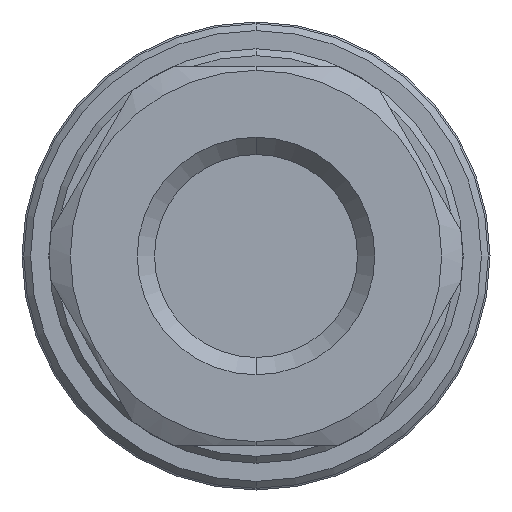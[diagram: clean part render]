
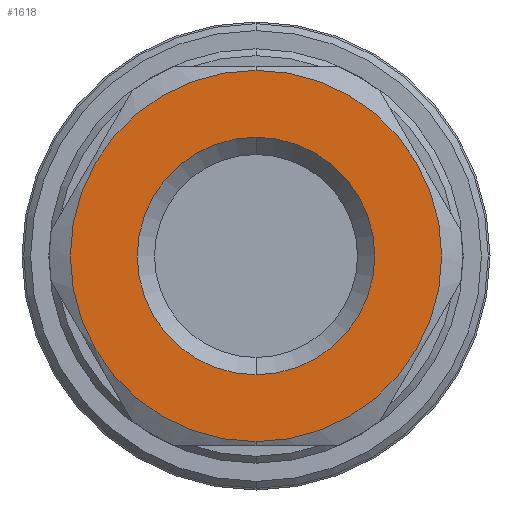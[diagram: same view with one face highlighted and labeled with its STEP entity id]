
A CAD part, front view. The second image highlights one B-rep face of the part: STEP entity #1618.
In plain terms, the highlighted planar face has unit normal (0, -1, 0).
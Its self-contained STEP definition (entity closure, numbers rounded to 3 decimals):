
#44 = DIRECTION ( 'NONE',  ( 0., 0., -1. ) ) ;
#112 = CARTESIAN_POINT ( 'NONE',  ( 6.875, -10.5, 0. ) ) ;
#140 = CARTESIAN_POINT ( 'NONE',  ( 0., -10.5, 10.75 ) ) ;
#143 = CARTESIAN_POINT ( 'NONE',  ( 0., -10.5, 0. ) ) ;
#162 = EDGE_CURVE ( 'NONE', #2011, #1469, #894, .T. ) ;
#258 = AXIS2_PLACEMENT_3D ( 'NONE', #112, #1640, #601 ) ;
#259 = EDGE_CURVE ( 'NONE', #1469, #2011, #1192, .T. ) ;
#314 = DIRECTION ( 'NONE',  ( 0., 0., 1. ) ) ;
#323 = CARTESIAN_POINT ( 'NONE',  ( 0., -10.5, -10.75 ) ) ;
#406 = CARTESIAN_POINT ( 'NONE',  ( 0., -10.5, -6.875 ) ) ;
#439 = CARTESIAN_POINT ( 'NONE',  ( 0., -10.5, 0. ) ) ;
#563 = CIRCLE ( 'NONE', #969, 10.75 ) ;
#587 = CARTESIAN_POINT ( 'NONE',  ( 0., -10.5, 0. ) ) ;
#598 = DIRECTION ( 'NONE',  ( 0., 0., -1. ) ) ;
#601 = DIRECTION ( 'NONE',  ( 0., 0., 1. ) ) ;
#610 = AXIS2_PLACEMENT_3D ( 'NONE', #143, #1335, #314 ) ;
#716 = AXIS2_PLACEMENT_3D ( 'NONE', #2086, #1043, #44 ) ;
#759 = DIRECTION ( 'NONE',  ( 0., 0., 1. ) ) ;
#798 = EDGE_CURVE ( 'NONE', #1256, #842, #1282, .T. ) ;
#842 = VERTEX_POINT ( 'NONE', #323 ) ;
#894 = CIRCLE ( 'NONE', #2035, 6.875 ) ;
#969 = AXIS2_PLACEMENT_3D ( 'NONE', #587, #1811, #759 ) ;
#1043 = DIRECTION ( 'NONE',  ( 0., -1., 0. ) ) ;
#1122 = PLANE ( 'NONE',  #258 ) ;
#1129 = EDGE_LOOP ( 'NONE', ( #2150, #1698 ) ) ;
#1192 = CIRCLE ( 'NONE', #716, 6.875 ) ;
#1256 = VERTEX_POINT ( 'NONE', #140 ) ;
#1282 = CIRCLE ( 'NONE', #610, 10.75 ) ;
#1335 = DIRECTION ( 'NONE',  ( 0., 1., 0. ) ) ;
#1421 = FACE_BOUND ( 'NONE', #1129, .T. ) ;
#1440 = ORIENTED_EDGE ( 'NONE', *, *, #798, .F. ) ;
#1469 = VERTEX_POINT ( 'NONE', #1694 ) ;
#1618 = ADVANCED_FACE ( 'NONE', ( #1421, #1828 ), #1122, .F. ) ;
#1638 = DIRECTION ( 'NONE',  ( 0., -1., 0. ) ) ;
#1640 = DIRECTION ( 'NONE',  ( 0., 1., 0. ) ) ;
#1694 = CARTESIAN_POINT ( 'NONE',  ( 0., -10.5, 6.875 ) ) ;
#1698 = ORIENTED_EDGE ( 'NONE', *, *, #259, .F. ) ;
#1796 = ORIENTED_EDGE ( 'NONE', *, *, #2095, .F. ) ;
#1811 = DIRECTION ( 'NONE',  ( 0., 1., 0. ) ) ;
#1828 = FACE_OUTER_BOUND ( 'NONE', #2190, .T. ) ;
#2011 = VERTEX_POINT ( 'NONE', #406 ) ;
#2035 = AXIS2_PLACEMENT_3D ( 'NONE', #439, #1638, #598 ) ;
#2086 = CARTESIAN_POINT ( 'NONE',  ( 0., -10.5, 0. ) ) ;
#2095 = EDGE_CURVE ( 'NONE', #842, #1256, #563, .T. ) ;
#2150 = ORIENTED_EDGE ( 'NONE', *, *, #162, .F. ) ;
#2190 = EDGE_LOOP ( 'NONE', ( #1440, #1796 ) ) ;
